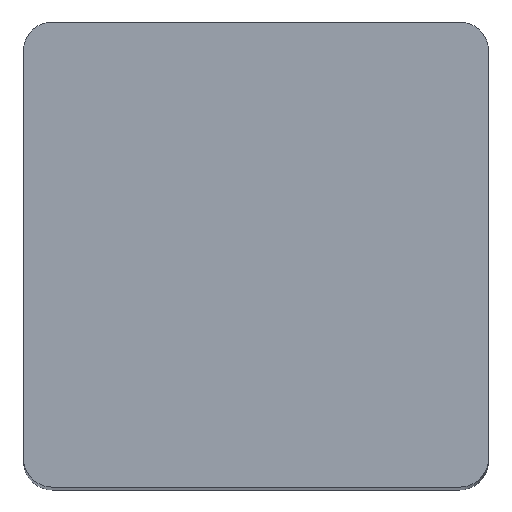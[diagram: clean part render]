
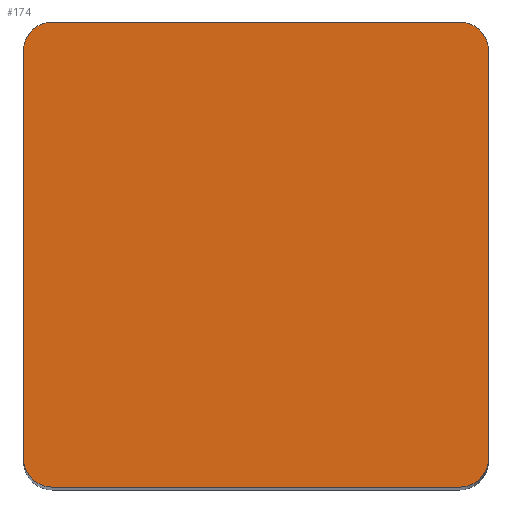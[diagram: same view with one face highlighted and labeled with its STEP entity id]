
A CAD part, top view. The second image highlights one B-rep face of the part: STEP entity #174.
In plain terms, the highlighted planar face has unit normal (0, 0, 1).
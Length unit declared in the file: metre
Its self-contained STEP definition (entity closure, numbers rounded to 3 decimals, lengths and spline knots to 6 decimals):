
#16=CIRCLE('',#198,0.0025);
#17=CIRCLE('',#199,0.0025);
#18=CIRCLE('',#200,0.0025);
#19=CIRCLE('',#201,0.0025);
#40=ORIENTED_EDGE('',*,*,#86,.F.);
#41=ORIENTED_EDGE('',*,*,#88,.T.);
#42=ORIENTED_EDGE('',*,*,#72,.F.);
#43=ORIENTED_EDGE('',*,*,#89,.T.);
#44=ORIENTED_EDGE('',*,*,#78,.T.);
#45=ORIENTED_EDGE('',*,*,#90,.T.);
#46=ORIENTED_EDGE('',*,*,#82,.T.);
#47=ORIENTED_EDGE('',*,*,#91,.T.);
#72=EDGE_CURVE('',#96,#97,#112,.T.);
#78=EDGE_CURVE('',#103,#102,#118,.T.);
#82=EDGE_CURVE('',#107,#106,#122,.T.);
#86=EDGE_CURVE('',#110,#111,#126,.T.);
#88=EDGE_CURVE('',#110,#97,#16,.T.);
#89=EDGE_CURVE('',#96,#103,#17,.T.);
#90=EDGE_CURVE('',#102,#107,#18,.T.);
#91=EDGE_CURVE('',#106,#111,#19,.T.);
#96=VERTEX_POINT('',#268);
#97=VERTEX_POINT('',#269);
#102=VERTEX_POINT('',#280);
#103=VERTEX_POINT('',#282);
#106=VERTEX_POINT('',#289);
#107=VERTEX_POINT('',#291);
#110=VERTEX_POINT('',#298);
#111=VERTEX_POINT('',#300);
#112=LINE('',#267,#128);
#118=LINE('',#281,#134);
#122=LINE('',#290,#138);
#126=LINE('',#299,#142);
#128=VECTOR('',#215,1.);
#134=VECTOR('',#223,1.);
#138=VECTOR('',#229,1.);
#142=VECTOR('',#235,1.);
#148=EDGE_LOOP('',(#40,#41,#42,#43,#44,#45,#46,#47));
#158=FACE_BOUND('',#148,.T.);
#168=PLANE('',#197);
#174=ADVANCED_FACE('',(#158),#168,.T.);
#197=AXIS2_PLACEMENT_3D('',#302,#237,#238);
#198=AXIS2_PLACEMENT_3D('',#303,#239,#240);
#199=AXIS2_PLACEMENT_3D('',#304,#241,#242);
#200=AXIS2_PLACEMENT_3D('',#305,#243,#244);
#201=AXIS2_PLACEMENT_3D('',#306,#245,#246);
#215=DIRECTION('',(-1.,0.,0.));
#223=DIRECTION('',(0.,1.,0.));
#229=DIRECTION('',(-1.,0.,0.));
#235=DIRECTION('',(0.,1.,0.));
#237=DIRECTION('',(0.,0.,1.));
#238=DIRECTION('',(1.,0.,0.));
#239=DIRECTION('',(0.,0.,1.));
#240=DIRECTION('',(1.,0.,0.));
#241=DIRECTION('',(0.,0.,1.));
#242=DIRECTION('',(1.,0.,0.));
#243=DIRECTION('',(0.,0.,1.));
#244=DIRECTION('',(1.,0.,0.));
#245=DIRECTION('',(0.,0.,1.));
#246=DIRECTION('',(1.,0.,0.));
#267=CARTESIAN_POINT('',(0.,-0.02,0.425));
#268=CARTESIAN_POINT('',(0.0175,-0.02,0.425));
#269=CARTESIAN_POINT('',(-0.0175,-0.02,0.425));
#280=CARTESIAN_POINT('',(0.02,0.0175,0.425));
#281=CARTESIAN_POINT('',(0.02,0.,0.425));
#282=CARTESIAN_POINT('',(0.02,-0.0175,0.425));
#289=CARTESIAN_POINT('',(-0.0175,0.02,0.425));
#290=CARTESIAN_POINT('',(0.,0.02,0.425));
#291=CARTESIAN_POINT('',(0.0175,0.02,0.425));
#298=CARTESIAN_POINT('',(-0.02,-0.0175,0.425));
#299=CARTESIAN_POINT('',(-0.02,0.,0.425));
#300=CARTESIAN_POINT('',(-0.02,0.0175,0.425));
#302=CARTESIAN_POINT('',(0.,0.,0.425));
#303=CARTESIAN_POINT('',(-0.0175,-0.0175,0.425));
#304=CARTESIAN_POINT('',(0.0175,-0.0175,0.425));
#305=CARTESIAN_POINT('',(0.0175,0.0175,0.425));
#306=CARTESIAN_POINT('',(-0.0175,0.0175,0.425));
